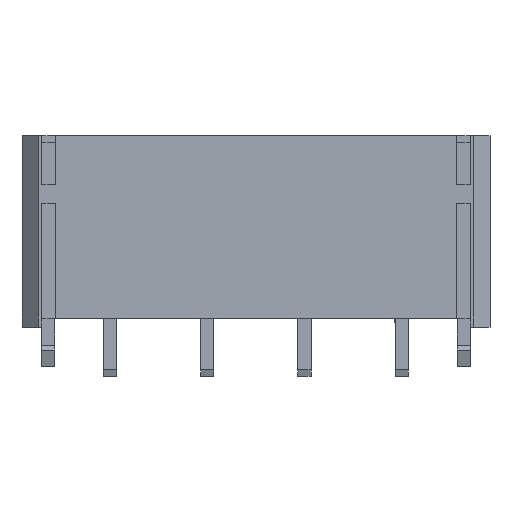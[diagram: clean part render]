
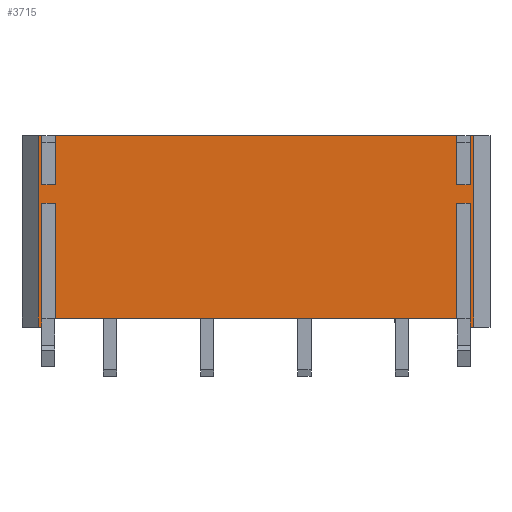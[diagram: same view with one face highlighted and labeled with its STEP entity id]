
A CAD part, front view. The second image highlights one B-rep face of the part: STEP entity #3715.
In plain terms, the highlighted planar face has unit normal (0, -1, 0).
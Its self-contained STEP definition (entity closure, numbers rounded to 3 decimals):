
#2729=CARTESIAN_POINT('',(-16.485,-5.22,0.));
#2730=VERTEX_POINT('',#2729);
#2737=CARTESIAN_POINT('',(-16.751,-5.22,0.));
#2738=VERTEX_POINT('',#2737);
#2739=CARTESIAN_POINT('',(-16.751,-5.22,0.));
#2740=DIRECTION('',(1.0,0.0,0.0));
#2741=VECTOR('',#2740,0.267);
#2742=LINE('',#2739,#2741);
#2743=EDGE_CURVE('',#2738,#2730,#2742,.T.);
#2825=CARTESIAN_POINT('',(16.777,-5.22,0.));
#2826=VERTEX_POINT('',#2825);
#2833=CARTESIAN_POINT('',(16.51,-5.22,0.));
#2834=VERTEX_POINT('',#2833);
#2835=CARTESIAN_POINT('',(16.51,-5.22,0.));
#2836=DIRECTION('',(1.0,0.0,0.0));
#2837=VECTOR('',#2836,0.267);
#2838=LINE('',#2835,#2837);
#2839=EDGE_CURVE('',#2834,#2826,#2838,.T.);
#3007=CARTESIAN_POINT('',(-16.485,-5.22,9.525));
#3008=VERTEX_POINT('',#3007);
#3015=CARTESIAN_POINT('',(-16.485,-5.22,0.));
#3016=DIRECTION('',(0.0,0.0,1.0));
#3017=VECTOR('',#3016,9.525);
#3018=LINE('',#3015,#3017);
#3019=EDGE_CURVE('',#2730,#3008,#3018,.T.);
#3397=CARTESIAN_POINT('',(15.494,-5.22,0.635));
#3398=VERTEX_POINT('',#3397);
#3405=CARTESIAN_POINT('',(-15.469,-5.22,0.635));
#3406=VERTEX_POINT('',#3405);
#3407=CARTESIAN_POINT('',(-15.469,-5.22,0.635));
#3408=DIRECTION('',(1.0,0.0,0.0));
#3409=VECTOR('',#3408,30.963);
#3410=LINE('',#3407,#3409);
#3411=EDGE_CURVE('',#3406,#3398,#3410,.T.);
#3572=CARTESIAN_POINT('',(-15.469,-5.22,9.525));
#3573=VERTEX_POINT('',#3572);
#3580=CARTESIAN_POINT('',(-16.485,-5.22,9.525));
#3581=DIRECTION('',(1.0,0.0,0.0));
#3582=VECTOR('',#3581,1.016);
#3583=LINE('',#3580,#3582);
#3584=EDGE_CURVE('',#3008,#3573,#3583,.T.);
#3589=CARTESIAN_POINT('',(-18.428,-5.22,-0.738));
#3590=DIRECTION('',(0.0,-1.0,0.0));
#3591=DIRECTION('',(1.0,0.0,0.0));
#3592=AXIS2_PLACEMENT_3D('',#3589,#3590,#3591);
#3593=PLANE('',#3592);
#3594=CARTESIAN_POINT('',(15.494,-5.22,9.525));
#3595=VERTEX_POINT('',#3594);
#3596=CARTESIAN_POINT('',(16.51,-5.22,9.525));
#3597=VERTEX_POINT('',#3596);
#3598=CARTESIAN_POINT('',(15.494,-5.22,9.525));
#3599=DIRECTION('',(1.0,0.0,0.0));
#3600=VECTOR('',#3599,1.016);
#3601=LINE('',#3598,#3600);
#3602=EDGE_CURVE('',#3595,#3597,#3601,.T.);
#3603=ORIENTED_EDGE('',*,*,#3602,.T.);
#3604=CARTESIAN_POINT('',(16.51,-5.22,9.525));
#3605=DIRECTION('',(0.0,0.0,-1.0));
#3606=VECTOR('',#3605,9.525);
#3607=LINE('',#3604,#3606);
#3608=EDGE_CURVE('',#3597,#2834,#3607,.T.);
#3609=ORIENTED_EDGE('',*,*,#3608,.T.);
#3610=ORIENTED_EDGE('',*,*,#2839,.T.);
#3611=CARTESIAN_POINT('',(16.777,-5.22,14.757));
#3612=VERTEX_POINT('',#3611);
#3613=CARTESIAN_POINT('',(16.777,-5.22,0.));
#3614=DIRECTION('',(0.0,0.0,1.0));
#3615=VECTOR('',#3614,14.757);
#3616=LINE('',#3613,#3615);
#3617=EDGE_CURVE('',#2826,#3612,#3616,.T.);
#3618=ORIENTED_EDGE('',*,*,#3617,.T.);
#3619=CARTESIAN_POINT('',(16.51,-5.22,14.757));
#3620=VERTEX_POINT('',#3619);
#3621=CARTESIAN_POINT('',(16.51,-5.22,14.757));
#3622=DIRECTION('',(1.0,0.0,0.0));
#3623=VECTOR('',#3622,0.267);
#3624=LINE('',#3621,#3623);
#3625=EDGE_CURVE('',#3620,#3612,#3624,.T.);
#3626=ORIENTED_EDGE('',*,*,#3625,.F.);
#3627=CARTESIAN_POINT('',(16.51,-5.22,10.947));
#3628=VERTEX_POINT('',#3627);
#3629=CARTESIAN_POINT('',(16.51,-5.22,14.757));
#3630=DIRECTION('',(0.0,0.0,-1.0));
#3631=VECTOR('',#3630,3.81);
#3632=LINE('',#3629,#3631);
#3633=EDGE_CURVE('',#3620,#3628,#3632,.T.);
#3634=ORIENTED_EDGE('',*,*,#3633,.T.);
#3635=CARTESIAN_POINT('',(15.494,-5.22,10.947));
#3636=VERTEX_POINT('',#3635);
#3637=CARTESIAN_POINT('',(16.51,-5.22,10.947));
#3638=DIRECTION('',(-1.0,0.0,0.0));
#3639=VECTOR('',#3638,1.016);
#3640=LINE('',#3637,#3639);
#3641=EDGE_CURVE('',#3628,#3636,#3640,.T.);
#3642=ORIENTED_EDGE('',*,*,#3641,.T.);
#3643=CARTESIAN_POINT('',(15.494,-5.22,14.757));
#3644=VERTEX_POINT('',#3643);
#3645=CARTESIAN_POINT('',(15.494,-5.22,14.757));
#3646=DIRECTION('',(0.0,0.0,-1.0));
#3647=VECTOR('',#3646,3.81);
#3648=LINE('',#3645,#3647);
#3649=EDGE_CURVE('',#3644,#3636,#3648,.T.);
#3650=ORIENTED_EDGE('',*,*,#3649,.F.);
#3651=CARTESIAN_POINT('',(-15.469,-5.22,14.757));
#3652=VERTEX_POINT('',#3651);
#3653=CARTESIAN_POINT('',(-15.469,-5.22,14.757));
#3654=DIRECTION('',(1.0,0.0,0.0));
#3655=VECTOR('',#3654,30.963);
#3656=LINE('',#3653,#3655);
#3657=EDGE_CURVE('',#3652,#3644,#3656,.T.);
#3658=ORIENTED_EDGE('',*,*,#3657,.F.);
#3659=CARTESIAN_POINT('',(-15.469,-5.22,10.947));
#3660=VERTEX_POINT('',#3659);
#3661=CARTESIAN_POINT('',(-15.469,-5.22,14.757));
#3662=DIRECTION('',(0.0,0.0,-1.0));
#3663=VECTOR('',#3662,3.81);
#3664=LINE('',#3661,#3663);
#3665=EDGE_CURVE('',#3652,#3660,#3664,.T.);
#3666=ORIENTED_EDGE('',*,*,#3665,.T.);
#3667=CARTESIAN_POINT('',(-16.485,-5.22,10.947));
#3668=VERTEX_POINT('',#3667);
#3669=CARTESIAN_POINT('',(-15.469,-5.22,10.947));
#3670=DIRECTION('',(-1.0,0.0,0.0));
#3671=VECTOR('',#3670,1.016);
#3672=LINE('',#3669,#3671);
#3673=EDGE_CURVE('',#3660,#3668,#3672,.T.);
#3674=ORIENTED_EDGE('',*,*,#3673,.T.);
#3675=CARTESIAN_POINT('',(-16.485,-5.22,14.757));
#3676=VERTEX_POINT('',#3675);
#3677=CARTESIAN_POINT('',(-16.485,-5.22,14.757));
#3678=DIRECTION('',(0.0,0.0,-1.0));
#3679=VECTOR('',#3678,3.81);
#3680=LINE('',#3677,#3679);
#3681=EDGE_CURVE('',#3676,#3668,#3680,.T.);
#3682=ORIENTED_EDGE('',*,*,#3681,.F.);
#3683=CARTESIAN_POINT('',(-16.751,-5.22,14.757));
#3684=VERTEX_POINT('',#3683);
#3685=CARTESIAN_POINT('',(-16.751,-5.22,14.757));
#3686=DIRECTION('',(1.0,0.0,0.0));
#3687=VECTOR('',#3686,0.267);
#3688=LINE('',#3685,#3687);
#3689=EDGE_CURVE('',#3684,#3676,#3688,.T.);
#3690=ORIENTED_EDGE('',*,*,#3689,.F.);
#3691=CARTESIAN_POINT('',(-16.751,-5.22,0.));
#3692=DIRECTION('',(0.0,0.0,1.0));
#3693=VECTOR('',#3692,14.757);
#3694=LINE('',#3691,#3693);
#3695=EDGE_CURVE('',#2738,#3684,#3694,.T.);
#3696=ORIENTED_EDGE('',*,*,#3695,.F.);
#3697=ORIENTED_EDGE('',*,*,#2743,.T.);
#3698=ORIENTED_EDGE('',*,*,#3019,.T.);
#3699=ORIENTED_EDGE('',*,*,#3584,.T.);
#3700=CARTESIAN_POINT('',(-15.469,-5.22,9.525));
#3701=DIRECTION('',(0.0,0.0,-1.0));
#3702=VECTOR('',#3701,8.89);
#3703=LINE('',#3700,#3702);
#3704=EDGE_CURVE('',#3573,#3406,#3703,.T.);
#3705=ORIENTED_EDGE('',*,*,#3704,.T.);
#3706=ORIENTED_EDGE('',*,*,#3411,.T.);
#3707=CARTESIAN_POINT('',(15.494,-5.22,0.635));
#3708=DIRECTION('',(0.0,0.0,1.0));
#3709=VECTOR('',#3708,8.89);
#3710=LINE('',#3707,#3709);
#3711=EDGE_CURVE('',#3398,#3595,#3710,.T.);
#3712=ORIENTED_EDGE('',*,*,#3711,.T.);
#3713=EDGE_LOOP('',(#3603,#3609,#3610,#3618,#3626,#3634,#3642,#3650,#3658,#3666,#3674,#3682,#3690,#3696,#3697,#3698,#3699,#3705,#3706,#3712));
#3714=FACE_OUTER_BOUND('',#3713,.T.);
#3715=ADVANCED_FACE('',(#3714),#3593,.T.);
